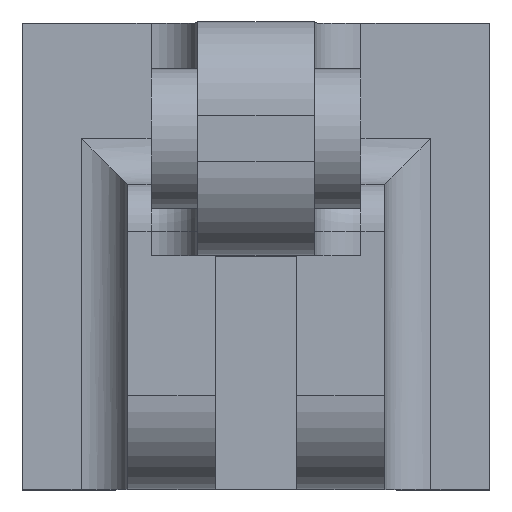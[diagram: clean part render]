
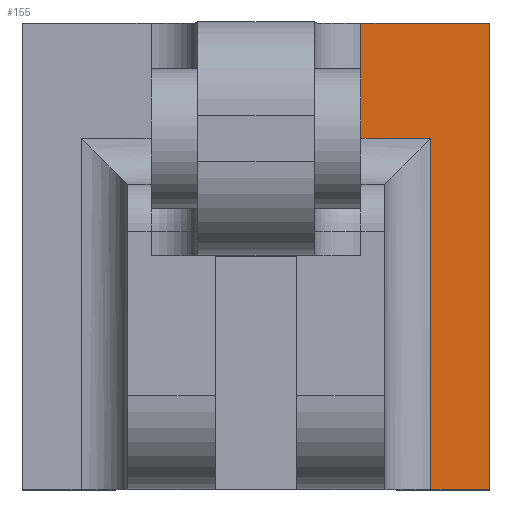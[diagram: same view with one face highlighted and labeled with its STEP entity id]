
A CAD part, top view. The second image highlights one B-rep face of the part: STEP entity #155.
In plain terms, the highlighted planar face has unit normal (0, 0, 1).
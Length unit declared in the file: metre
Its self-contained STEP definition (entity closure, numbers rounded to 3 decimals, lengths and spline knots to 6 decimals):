
#155 = ADVANCED_FACE( '', ( #337 ), #338, .T. );
#337 = FACE_OUTER_BOUND( '', #546, .T. );
#338 = PLANE( '', #547 );
#546 = EDGE_LOOP( '', ( #945, #946, #947, #948, #949, #950 ) );
#547 = AXIS2_PLACEMENT_3D( '', #951, #952, #953 );
#945 = ORIENTED_EDGE( '', *, *, #1267, .T. );
#946 = ORIENTED_EDGE( '', *, *, #1312, .T. );
#947 = ORIENTED_EDGE( '', *, *, #1303, .T. );
#948 = ORIENTED_EDGE( '', *, *, #1313, .T. );
#949 = ORIENTED_EDGE( '', *, *, #1163, .F. );
#950 = ORIENTED_EDGE( '', *, *, #1198, .T. );
#951 = CARTESIAN_POINT( '', ( 0., -0.0254, -0.081301 ) );
#952 = DIRECTION( '', ( 0., 0., 1. ) );
#953 = DIRECTION( '', ( 1., 0., 0. ) );
#1163 = EDGE_CURVE( '', #1374, #1376, #1377, .T. );
#1198 = EDGE_CURVE( '', #1374, #1433, #1435, .T. );
#1267 = EDGE_CURVE( '', #1433, #1545, #1547, .T. );
#1303 = EDGE_CURVE( '', #1591, #1589, #1592, .T. );
#1312 = EDGE_CURVE( '', #1545, #1591, #1604, .T. );
#1313 = EDGE_CURVE( '', #1589, #1376, #1605, .T. );
#1374 = VERTEX_POINT( '', #1682 );
#1376 = VERTEX_POINT( '', #1684 );
#1377 = LINE( '', #1685, #1686 );
#1433 = VERTEX_POINT( '', #1755 );
#1435 = LINE( '', #1757, #1758 );
#1545 = VERTEX_POINT( '', #1897 );
#1547 = LINE( '', #1899, #1900 );
#1589 = VERTEX_POINT( '', #1954 );
#1591 = VERTEX_POINT( '', #1957 );
#1592 = LINE( '', #1958, #1959 );
#1604 = LINE( '', #1976, #1977 );
#1605 = LINE( '', #1978, #1979 );
#1682 = CARTESIAN_POINT( '', ( 0.005715, 0., -0.081301 ) );
#1684 = CARTESIAN_POINT( '', ( 0.012719, 0., -0.081301 ) );
#1685 = CARTESIAN_POINT( '', ( 0., 0., -0.081301 ) );
#1686 = VECTOR( '', #2057, 1. );
#1755 = CARTESIAN_POINT( '', ( 0.005715, -0.006267, -0.081301 ) );
#1757 = CARTESIAN_POINT( '', ( 0.005715, -0.008807, -0.081301 ) );
#1758 = VECTOR( '', #2110, 1. );
#1897 = CARTESIAN_POINT( '', ( 0.009525, -0.006267, -0.081301 ) );
#1899 = CARTESIAN_POINT( '', ( 0.006985, -0.006267, -0.081301 ) );
#1900 = VECTOR( '', #2209, 1. );
#1954 = CARTESIAN_POINT( '', ( 0.012719, -0.0254, -0.081301 ) );
#1957 = CARTESIAN_POINT( '', ( 0.009525, -0.0254, -0.081301 ) );
#1958 = CARTESIAN_POINT( '', ( 0., -0.0254, -0.081301 ) );
#1959 = VECTOR( '', #2259, 1. );
#1976 = CARTESIAN_POINT( '', ( 0.009525, -0.0254, -0.081301 ) );
#1977 = VECTOR( '', #2268, 1. );
#1978 = CARTESIAN_POINT( '', ( 0.012719, -0.0254, -0.081301 ) );
#1979 = VECTOR( '', #2269, 1. );
#2057 = DIRECTION( '', ( 1., 0., 0. ) );
#2110 = DIRECTION( '', ( 0., -1., 0. ) );
#2209 = DIRECTION( '', ( 1., 0., 0. ) );
#2259 = DIRECTION( '', ( 1., 0., 0. ) );
#2268 = DIRECTION( '', ( 0., -1., 0. ) );
#2269 = DIRECTION( '', ( 0., 1., 0. ) );
